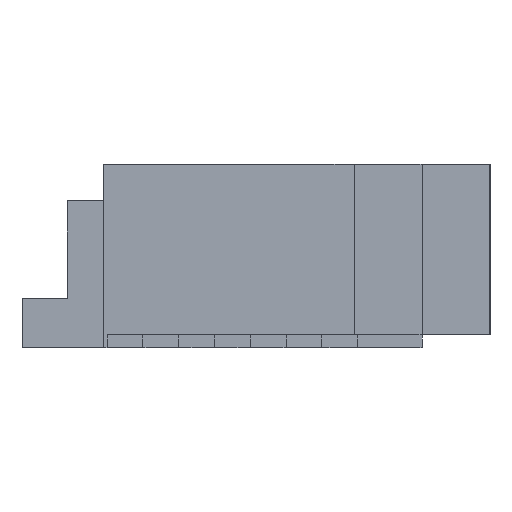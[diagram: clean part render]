
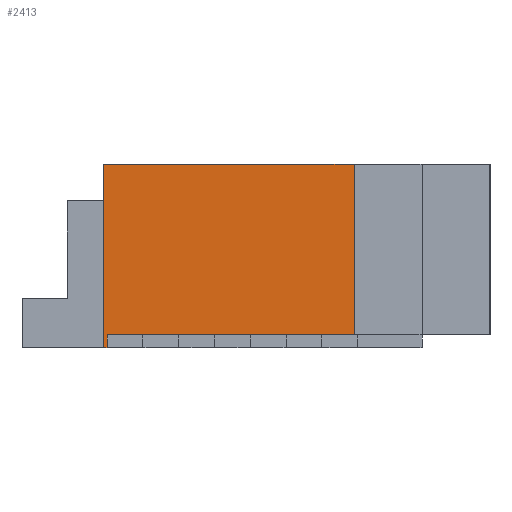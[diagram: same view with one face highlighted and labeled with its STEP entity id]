
A CAD part, left-side view. The second image highlights one B-rep face of the part: STEP entity #2413.
In plain terms, the highlighted planar face has unit normal (-1, 0, 0).
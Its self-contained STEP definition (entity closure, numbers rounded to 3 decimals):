
#40 = VERTEX_POINT('',#41);
#41 = CARTESIAN_POINT('',(-16.435,0.8,2.56));
#47 = EDGE_CURVE('',#48,#40,#50,.T.);
#48 = VERTEX_POINT('',#49);
#49 = CARTESIAN_POINT('',(-16.435,0.8,0.));
#50 = LINE('',#51,#52);
#51 = CARTESIAN_POINT('',(-16.435,0.8,0.));
#52 = VECTOR('',#53,1.);
#53 = DIRECTION('',(0.,0.,1.));
#861 = VERTEX_POINT('',#862);
#862 = CARTESIAN_POINT('',(-16.435,0.75,0.));
#868 = EDGE_CURVE('',#48,#861,#869,.T.);
#869 = LINE('',#870,#871);
#870 = CARTESIAN_POINT('',(-16.435,0.8,0.));
#871 = VECTOR('',#872,1.);
#872 = DIRECTION('',(0.,-1.,0.));
#2413 = ADVANCED_FACE('',(#2414),#2448,.F.);
#2414 = FACE_BOUND('',#2415,.F.);
#2415 = EDGE_LOOP('',(#2416,#2417,#2418,#2426,#2434,#2442));
#2416 = ORIENTED_EDGE('',*,*,#868,.F.);
#2417 = ORIENTED_EDGE('',*,*,#47,.T.);
#2418 = ORIENTED_EDGE('',*,*,#2419,.T.);
#2419 = EDGE_CURVE('',#40,#2420,#2422,.T.);
#2420 = VERTEX_POINT('',#2421);
#2421 = CARTESIAN_POINT('',(-16.435,-2.7,2.56));
#2422 = LINE('',#2423,#2424);
#2423 = CARTESIAN_POINT('',(-16.435,0.8,2.56));
#2424 = VECTOR('',#2425,1.);
#2425 = DIRECTION('',(0.,-1.,0.));
#2426 = ORIENTED_EDGE('',*,*,#2427,.F.);
#2427 = EDGE_CURVE('',#2428,#2420,#2430,.T.);
#2428 = VERTEX_POINT('',#2429);
#2429 = CARTESIAN_POINT('',(-16.435,-2.7,0.18));
#2430 = LINE('',#2431,#2432);
#2431 = CARTESIAN_POINT('',(-16.435,-2.7,0.));
#2432 = VECTOR('',#2433,1.);
#2433 = DIRECTION('',(0.,0.,1.));
#2434 = ORIENTED_EDGE('',*,*,#2435,.F.);
#2435 = EDGE_CURVE('',#2436,#2428,#2438,.T.);
#2436 = VERTEX_POINT('',#2437);
#2437 = CARTESIAN_POINT('',(-16.435,0.75,0.18));
#2438 = LINE('',#2439,#2440);
#2439 = CARTESIAN_POINT('',(-16.435,-0.1,0.18));
#2440 = VECTOR('',#2441,1.);
#2441 = DIRECTION('',(0.,-1.,0.));
#2442 = ORIENTED_EDGE('',*,*,#2443,.T.);
#2443 = EDGE_CURVE('',#2436,#861,#2444,.T.);
#2444 = LINE('',#2445,#2446);
#2445 = CARTESIAN_POINT('',(-16.435,0.75,0.));
#2446 = VECTOR('',#2447,1.);
#2447 = DIRECTION('',(-0.,0.,-1.));
#2448 = PLANE('',#2449);
#2449 = AXIS2_PLACEMENT_3D('',#2450,#2451,#2452);
#2450 = CARTESIAN_POINT('',(-16.435,0.8,0.));
#2451 = DIRECTION('',(1.,0.,0.));
#2452 = DIRECTION('',(0.,-1.,0.));
